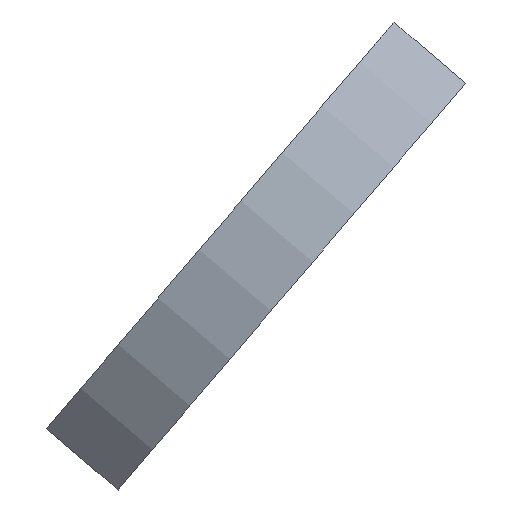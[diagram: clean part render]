
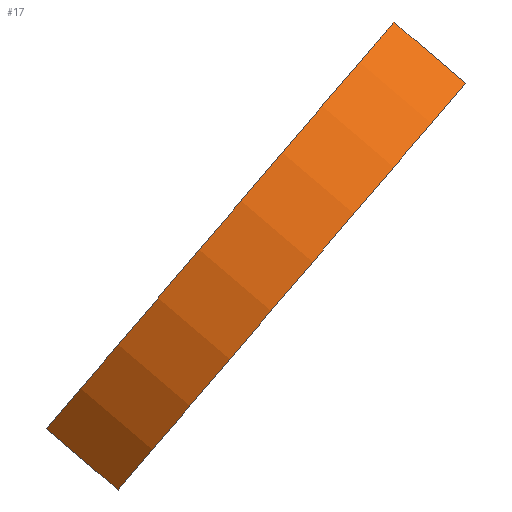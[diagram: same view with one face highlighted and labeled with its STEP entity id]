
A CAD part, front view. The second image highlights one B-rep face of the part: STEP entity #17.
In plain terms, the highlighted cylindrical face has radius 22.499 mm (diameter 44.998 mm), a partial arc.
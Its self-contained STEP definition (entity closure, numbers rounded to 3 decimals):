
#17 = ADVANCED_FACE('',(#18),#32,.T.);
#18 = FACE_BOUND('',#19,.T.);
#19 = EDGE_LOOP('',(#20,#65,#104,#142));
#20 = ORIENTED_EDGE('',*,*,#21,.F.);
#21 = EDGE_CURVE('',#22,#24,#26,.T.);
#22 = VERTEX_POINT('',#23);
#23 = CARTESIAN_POINT('',(-7.308,-0.019,
    -12.407));
#24 = VERTEX_POINT('',#25);
#25 = CARTESIAN_POINT('',(-11.11,-0.017,
    -9.16));
#26 = SURFACE_CURVE('',#27,(#31),.PCURVE_S1.);
#27 = LINE('',#28,#29);
#28 = CARTESIAN_POINT('',(-7.308,-0.019,
    -12.407));
#29 = VECTOR('',#30,1.);
#30 = DIRECTION('',(-0.76,0.,0.649));
#31 = PCURVE('',#32,#37);
#32 = CYLINDRICAL_SURFACE('',#33,22.499);
#33 = AXIS2_PLACEMENT_3D('',#34,#35,#36);
#34 = CARTESIAN_POINT('',(2.274,17.466,-1.97
    ));
#35 = DIRECTION('',(0.76,0.,-0.649));
#36 = DIRECTION('',(-0.463,-0.702,-0.542));
#37 = DEFINITIONAL_REPRESENTATION('',(#38),#64);
#38 = B_SPLINE_CURVE_WITH_KNOTS('',3,(#39,#40,#41,#42,#43,#44,#45,#46,
    #47,#48,#49,#50,#51,#52,#53,#54,#55,#56,#57,#58,#59,#60,#61,#62,#63)
  ,.UNSPECIFIED.,.F.,.F.,(4,1,1,1,1,1,1,1,1,1,1,1,1,1,1,1,1,1,1,1,1,1,4)
  ,(0.,0.227,0.455,0.682,0.909,
    1.136,1.364,1.591,1.818,
    2.045,2.273,2.5,2.727,
    2.955,3.182,3.409,3.636,
    3.864,4.091,4.318,4.545,
    4.773,5.),.QUASI_UNIFORM_KNOTS.);
#39 = CARTESIAN_POINT('',(6.171,-0.5));
#40 = CARTESIAN_POINT('',(6.171,-0.576));
#41 = CARTESIAN_POINT('',(6.171,-0.727));
#42 = CARTESIAN_POINT('',(6.171,-0.955));
#43 = CARTESIAN_POINT('',(6.171,-1.182));
#44 = CARTESIAN_POINT('',(6.171,-1.409));
#45 = CARTESIAN_POINT('',(6.171,-1.636));
#46 = CARTESIAN_POINT('',(6.171,-1.864));
#47 = CARTESIAN_POINT('',(6.171,-2.091));
#48 = CARTESIAN_POINT('',(6.171,-2.318));
#49 = CARTESIAN_POINT('',(6.171,-2.545));
#50 = CARTESIAN_POINT('',(6.171,-2.773));
#51 = CARTESIAN_POINT('',(6.171,-3.));
#52 = CARTESIAN_POINT('',(6.171,-3.227));
#53 = CARTESIAN_POINT('',(6.171,-3.455));
#54 = CARTESIAN_POINT('',(6.171,-3.682));
#55 = CARTESIAN_POINT('',(6.171,-3.909));
#56 = CARTESIAN_POINT('',(6.171,-4.136));
#57 = CARTESIAN_POINT('',(6.171,-4.364));
#58 = CARTESIAN_POINT('',(6.171,-4.591));
#59 = CARTESIAN_POINT('',(6.171,-4.818));
#60 = CARTESIAN_POINT('',(6.171,-5.045));
#61 = CARTESIAN_POINT('',(6.171,-5.273));
#62 = CARTESIAN_POINT('',(6.171,-5.424));
#63 = CARTESIAN_POINT('',(6.171,-5.5));
#64 = ( GEOMETRIC_REPRESENTATION_CONTEXT(2) 
PARAMETRIC_REPRESENTATION_CONTEXT() REPRESENTATION_CONTEXT('2D SPACE',''
  ) );
#65 = ORIENTED_EDGE('',*,*,#66,.F.);
#66 = EDGE_CURVE('',#67,#22,#69,.T.);
#67 = VERTEX_POINT('',#68);
#68 = CARTESIAN_POINT('',(11.11,0.017,
    9.16));
#69 = SURFACE_CURVE('',#70,(#75),.PCURVE_S1.);
#70 = CIRCLE('',#71,22.499);
#71 = AXIS2_PLACEMENT_3D('',#72,#73,#74);
#72 = CARTESIAN_POINT('',(1.893,17.466,-1.646
    ));
#73 = DIRECTION('',(0.76,0.,-0.649));
#74 = DIRECTION('',(0.41,-0.776,0.48));
#75 = PCURVE('',#32,#76);
#76 = DEFINITIONAL_REPRESENTATION('',(#77),#103);
#77 = B_SPLINE_CURVE_WITH_KNOTS('',3,(#78,#79,#80,#81,#82,#83,#84,#85,
    #86,#87,#88,#89,#90,#91,#92,#93,#94,#95,#96,#97,#98,#99,#100,#101,
    #102),.UNSPECIFIED.,.F.,.F.,(4,1,1,1,1,1,1,1,1,1,1,1,1,1,1,1,1,1,1,1
    ,1,1,4),(0.,0.062,0.124,0.186,
    0.248,0.31,0.372,0.434,
    0.496,0.558,0.62,0.682,
    0.744,0.806,0.868,0.93,
    0.992,1.054,1.116,1.178,
    1.24,1.302,1.364),
  .QUASI_UNIFORM_KNOTS.);
#78 = CARTESIAN_POINT('',(4.807,-0.5));
#79 = CARTESIAN_POINT('',(4.827,-0.5));
#80 = CARTESIAN_POINT('',(4.869,-0.5));
#81 = CARTESIAN_POINT('',(4.931,-0.5));
#82 = CARTESIAN_POINT('',(4.993,-0.5));
#83 = CARTESIAN_POINT('',(5.055,-0.5));
#84 = CARTESIAN_POINT('',(5.117,-0.5));
#85 = CARTESIAN_POINT('',(5.179,-0.5));
#86 = CARTESIAN_POINT('',(5.241,-0.5));
#87 = CARTESIAN_POINT('',(5.303,-0.5));
#88 = CARTESIAN_POINT('',(5.365,-0.5));
#89 = CARTESIAN_POINT('',(5.427,-0.5));
#90 = CARTESIAN_POINT('',(5.489,-0.5));
#91 = CARTESIAN_POINT('',(5.551,-0.5));
#92 = CARTESIAN_POINT('',(5.613,-0.5));
#93 = CARTESIAN_POINT('',(5.675,-0.5));
#94 = CARTESIAN_POINT('',(5.737,-0.5));
#95 = CARTESIAN_POINT('',(5.799,-0.5));
#96 = CARTESIAN_POINT('',(5.861,-0.5));
#97 = CARTESIAN_POINT('',(5.923,-0.5));
#98 = CARTESIAN_POINT('',(5.985,-0.5));
#99 = CARTESIAN_POINT('',(6.047,-0.5));
#100 = CARTESIAN_POINT('',(6.109,-0.5));
#101 = CARTESIAN_POINT('',(6.15,-0.5));
#102 = CARTESIAN_POINT('',(6.171,-0.5));
#103 = ( GEOMETRIC_REPRESENTATION_CONTEXT(2) 
PARAMETRIC_REPRESENTATION_CONTEXT() REPRESENTATION_CONTEXT('2D SPACE',''
  ) );
#104 = ORIENTED_EDGE('',*,*,#105,.F.);
#105 = EDGE_CURVE('',#106,#67,#108,.T.);
#106 = VERTEX_POINT('',#107);
#107 = CARTESIAN_POINT('',(7.308,0.019,
    12.407));
#108 = SURFACE_CURVE('',#109,(#113),.PCURVE_S1.);
#109 = LINE('',#110,#111);
#110 = CARTESIAN_POINT('',(7.308,0.019,
    12.407));
#111 = VECTOR('',#112,1.);
#112 = DIRECTION('',(0.76,0.,-0.649)
  );
#113 = PCURVE('',#32,#114);
#114 = DEFINITIONAL_REPRESENTATION('',(#115),#141);
#115 = B_SPLINE_CURVE_WITH_KNOTS('',3,(#116,#117,#118,#119,#120,#121,
    #122,#123,#124,#125,#126,#127,#128,#129,#130,#131,#132,#133,#134,
    #135,#136,#137,#138,#139,#140),.UNSPECIFIED.,.F.,.F.,(4,1,1,1,1,1,1,
    1,1,1,1,1,1,1,1,1,1,1,1,1,1,1,4),(0.,0.227,0.455,
    0.682,0.909,1.136,1.364,
    1.591,1.818,2.045,2.273,
    2.5,2.727,2.955,3.182,
    3.409,3.636,3.864,4.091,
    4.318,4.545,4.773,5.),
  .QUASI_UNIFORM_KNOTS.);
#116 = CARTESIAN_POINT('',(4.807,-5.5));
#117 = CARTESIAN_POINT('',(4.807,-5.424));
#118 = CARTESIAN_POINT('',(4.807,-5.273));
#119 = CARTESIAN_POINT('',(4.807,-5.045));
#120 = CARTESIAN_POINT('',(4.807,-4.818));
#121 = CARTESIAN_POINT('',(4.807,-4.591));
#122 = CARTESIAN_POINT('',(4.807,-4.364));
#123 = CARTESIAN_POINT('',(4.807,-4.136));
#124 = CARTESIAN_POINT('',(4.807,-3.909));
#125 = CARTESIAN_POINT('',(4.807,-3.682));
#126 = CARTESIAN_POINT('',(4.807,-3.455));
#127 = CARTESIAN_POINT('',(4.807,-3.227));
#128 = CARTESIAN_POINT('',(4.807,-3.));
#129 = CARTESIAN_POINT('',(4.807,-2.773));
#130 = CARTESIAN_POINT('',(4.807,-2.545));
#131 = CARTESIAN_POINT('',(4.807,-2.318));
#132 = CARTESIAN_POINT('',(4.807,-2.091));
#133 = CARTESIAN_POINT('',(4.807,-1.864));
#134 = CARTESIAN_POINT('',(4.807,-1.636));
#135 = CARTESIAN_POINT('',(4.807,-1.409));
#136 = CARTESIAN_POINT('',(4.807,-1.182));
#137 = CARTESIAN_POINT('',(4.807,-0.955));
#138 = CARTESIAN_POINT('',(4.807,-0.727));
#139 = CARTESIAN_POINT('',(4.807,-0.576));
#140 = CARTESIAN_POINT('',(4.807,-0.5));
#141 = ( GEOMETRIC_REPRESENTATION_CONTEXT(2) 
PARAMETRIC_REPRESENTATION_CONTEXT() REPRESENTATION_CONTEXT('2D SPACE',''
  ) );
#142 = ORIENTED_EDGE('',*,*,#143,.F.);
#143 = EDGE_CURVE('',#24,#106,#144,.T.);
#144 = SURFACE_CURVE('',#145,(#150),.PCURVE_S1.);
#145 = CIRCLE('',#146,22.499);
#146 = AXIS2_PLACEMENT_3D('',#147,#148,#149);
#147 = CARTESIAN_POINT('',(-1.909,17.469,
    1.601));
#148 = DIRECTION('',(-0.76,0.,0.649));
#149 = DIRECTION('',(-0.409,-0.777,-0.478));
#150 = PCURVE('',#32,#151);
#151 = DEFINITIONAL_REPRESENTATION('',(#152),#178);
#152 = B_SPLINE_CURVE_WITH_KNOTS('',3,(#153,#154,#155,#156,#157,#158,
    #159,#160,#161,#162,#163,#164,#165,#166,#167,#168,#169,#170,#171,
    #172,#173,#174,#175,#176,#177),.UNSPECIFIED.,.F.,.F.,(4,1,1,1,1,1,1,
    1,1,1,1,1,1,1,1,1,1,1,1,1,1,1,4),(0.,0.062,
    0.124,0.186,0.248,0.31,
    0.372,0.434,0.496,0.558,
    0.62,0.682,0.744,0.806,
    0.868,0.93,0.992,1.054,
    1.116,1.178,1.24,1.302,
    1.364),.QUASI_UNIFORM_KNOTS.);
#153 = CARTESIAN_POINT('',(6.171,-5.5));
#154 = CARTESIAN_POINT('',(6.15,-5.5));
#155 = CARTESIAN_POINT('',(6.109,-5.5));
#156 = CARTESIAN_POINT('',(6.047,-5.5));
#157 = CARTESIAN_POINT('',(5.985,-5.5));
#158 = CARTESIAN_POINT('',(5.923,-5.5));
#159 = CARTESIAN_POINT('',(5.861,-5.5));
#160 = CARTESIAN_POINT('',(5.799,-5.5));
#161 = CARTESIAN_POINT('',(5.737,-5.5));
#162 = CARTESIAN_POINT('',(5.675,-5.5));
#163 = CARTESIAN_POINT('',(5.613,-5.5));
#164 = CARTESIAN_POINT('',(5.551,-5.5));
#165 = CARTESIAN_POINT('',(5.489,-5.5));
#166 = CARTESIAN_POINT('',(5.427,-5.5));
#167 = CARTESIAN_POINT('',(5.365,-5.5));
#168 = CARTESIAN_POINT('',(5.303,-5.5));
#169 = CARTESIAN_POINT('',(5.241,-5.5));
#170 = CARTESIAN_POINT('',(5.179,-5.5));
#171 = CARTESIAN_POINT('',(5.117,-5.5));
#172 = CARTESIAN_POINT('',(5.055,-5.5));
#173 = CARTESIAN_POINT('',(4.993,-5.5));
#174 = CARTESIAN_POINT('',(4.931,-5.5));
#175 = CARTESIAN_POINT('',(4.869,-5.5));
#176 = CARTESIAN_POINT('',(4.827,-5.5));
#177 = CARTESIAN_POINT('',(4.807,-5.5));
#178 = ( GEOMETRIC_REPRESENTATION_CONTEXT(2) 
PARAMETRIC_REPRESENTATION_CONTEXT() REPRESENTATION_CONTEXT('2D SPACE',''
  ) );
